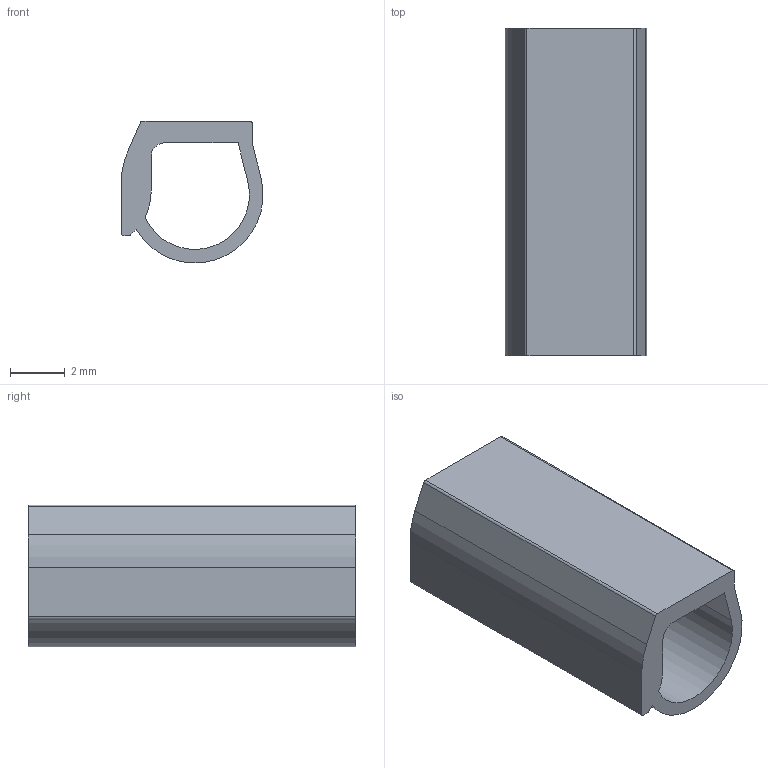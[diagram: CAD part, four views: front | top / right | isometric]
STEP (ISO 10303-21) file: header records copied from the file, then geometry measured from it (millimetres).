
FILE_DESCRIPTION(('CATIA V5 STEP Exchange','CAx-IF Rec.Pracs.--- Model Styling and Organization---1.4--- 2014-01-23'),'2;1');
FILE_NAME ('022560-2_0_1813130000_1813130000.stp','2022-01-17T09:26:27+00:00',('none'),('Weidmueller'),'CATIA Version 5-6 Release 2016 SP3 HF44','CATIA V5 STEP AP214','none');
FILE_SCHEMA(('AUTOMOTIVE_DESIGN { 1 0 10303 214 1 1 1 1 }'));
Length unit declared in the file: millimetre
Products named in the file (1): SFC 0/12
Bounding box: 5.19 x 12 x 5.2 mm (x, y, z)
Volume: 126.7 mm3; surface area: 396.8 mm2
Topology: 1 solids, 1 shells, 21 faces, 59 edges, 40 vertices
Faces by surface type: plane 11, cylinder 10
Entity records: 690 total; most frequent: CARTESIAN_POINT 120, ORIENTED_EDGE 118, DIRECTION 99, EDGE_CURVE 59, AXIS2_PLACEMENT_3D 41, VERTEX_POINT 40, VECTOR 39, LINE 39
